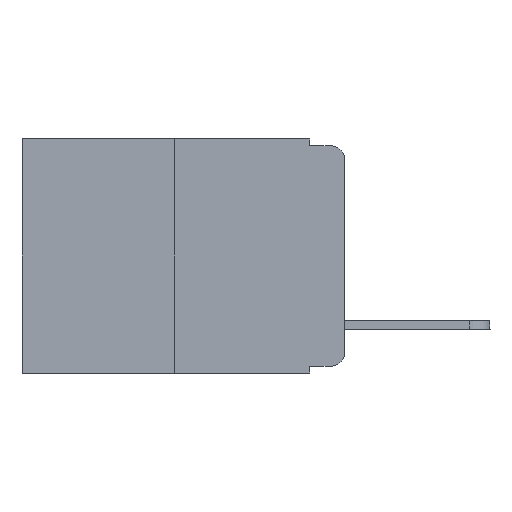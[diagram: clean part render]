
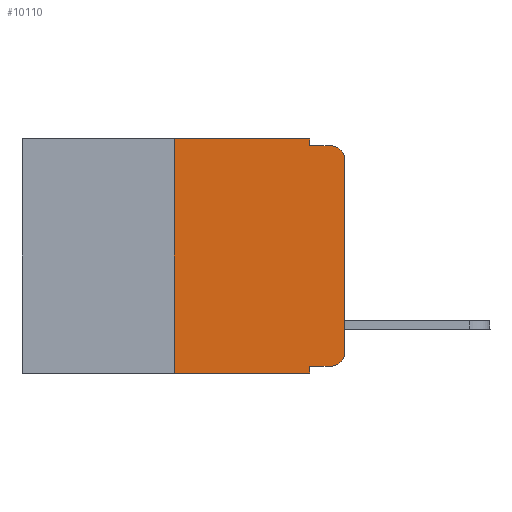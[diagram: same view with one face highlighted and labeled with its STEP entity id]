
A CAD part, left-side view. The second image highlights one B-rep face of the part: STEP entity #10110.
In plain terms, the highlighted planar face has unit normal (-1, 0, 0).
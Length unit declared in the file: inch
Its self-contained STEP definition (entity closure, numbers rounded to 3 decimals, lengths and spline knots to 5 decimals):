
#19 = EDGE_CURVE ( 'NONE', #7602, #419, #7878, .T. ) ;
#419 = VERTEX_POINT ( 'NONE', #4409 ) ;
#459 = CARTESIAN_POINT ( 'NONE',  ( 0., 0.473, 0. ) ) ;
#633 = LINE ( 'NONE', #9295, #3228 ) ;
#670 = EDGE_CURVE ( 'NONE', #419, #13136, #9236, .T. ) ;
#698 = EDGE_CURVE ( 'NONE', #13504, #9258, #3168, .T. ) ;
#737 = CARTESIAN_POINT ( 'NONE',  ( 0., 0.051, -0.01 ) ) ;
#795 = CARTESIAN_POINT ( 'NONE',  ( 0., 0.051, 0. ) ) ;
#1161 = VECTOR ( 'NONE', #5475, 39.37008 ) ;
#1187 = DIRECTION ( 'NONE',  ( 0., 0., 1. ) ) ;
#1590 = VERTEX_POINT ( 'NONE', #6507 ) ;
#1891 = CARTESIAN_POINT ( 'NONE',  ( 0., 0.051, 0. ) ) ;
#2081 = VECTOR ( 'NONE', #11588, 39.37008 ) ;
#2086 = CARTESIAN_POINT ( 'NONE',  ( 0., 0.25, 0. ) ) ;
#2220 = EDGE_LOOP ( 'NONE', ( #6234, #13870, #6538, #2920, #5796, #6310, #12169, #10487, #9867, #12745 ) ) ;
#2369 = VECTOR ( 'NONE', #10694, 39.37008 ) ;
#2700 = CARTESIAN_POINT ( 'NONE',  ( 0., 0.02, -0.03 ) ) ;
#2722 = EDGE_CURVE ( 'NONE', #13504, #12290, #8173, .T. ) ;
#2759 = AXIS2_PLACEMENT_3D ( 'NONE', #2700, #9396, #9461 ) ;
#2902 = LINE ( 'NONE', #7266, #2081 ) ;
#2920 = ORIENTED_EDGE ( 'NONE', *, *, #7683, .F. ) ;
#3119 = CARTESIAN_POINT ( 'NONE',  ( 0., 0.473, 0. ) ) ;
#3168 = LINE ( 'NONE', #2086, #7880 ) ;
#3228 = VECTOR ( 'NONE', #13627, 39.37008 ) ;
#3580 = VERTEX_POINT ( 'NONE', #737 ) ;
#4148 = VERTEX_POINT ( 'NONE', #4175 ) ;
#4175 = CARTESIAN_POINT ( 'NONE',  ( 0., 0.02, -0.01 ) ) ;
#4238 = CARTESIAN_POINT ( 'NONE',  ( 0., 0., 0. ) ) ;
#4409 = CARTESIAN_POINT ( 'NONE',  ( 0., 0.02, -0.333 ) ) ;
#4899 = DIRECTION ( 'NONE',  ( 0., -1., 0. ) ) ;
#5186 = DIRECTION ( 'NONE',  ( 0., 0., -1. ) ) ;
#5415 = EDGE_CURVE ( 'NONE', #3580, #4148, #633, .T. ) ;
#5475 = DIRECTION ( 'NONE',  ( 0., -1., 0. ) ) ;
#5577 = VECTOR ( 'NONE', #5186, 39.37008 ) ;
#5721 = EDGE_CURVE ( 'NONE', #1590, #4148, #13225, .T. ) ;
#5796 = ORIENTED_EDGE ( 'NONE', *, *, #11886, .F. ) ;
#5815 = EDGE_CURVE ( 'NONE', #7602, #12290, #2902, .T. ) ;
#6034 = DIRECTION ( 'NONE',  ( 0., -1., 0. ) ) ;
#6101 = DIRECTION ( 'NONE',  ( 1., 0., 0. ) ) ;
#6234 = ORIENTED_EDGE ( 'NONE', *, *, #9921, .T. ) ;
#6310 = ORIENTED_EDGE ( 'NONE', *, *, #698, .F. ) ;
#6355 = VECTOR ( 'NONE', #4899, 39.37008 ) ;
#6400 = DIRECTION ( 'NONE',  ( 0., 0., -1. ) ) ;
#6507 = CARTESIAN_POINT ( 'NONE',  ( 0., 0., -0.03 ) ) ;
#6538 = ORIENTED_EDGE ( 'NONE', *, *, #5415, .F. ) ;
#6857 = LINE ( 'NONE', #4238, #2369 ) ;
#7036 = CARTESIAN_POINT ( 'NONE',  ( 0., 0., -0.313 ) ) ;
#7266 = CARTESIAN_POINT ( 'NONE',  ( 0., 0.051, 0. ) ) ;
#7602 = VERTEX_POINT ( 'NONE', #9121 ) ;
#7683 = EDGE_CURVE ( 'NONE', #10562, #3580, #10838, .T. ) ;
#7878 = LINE ( 'NONE', #10839, #1161 ) ;
#7880 = VECTOR ( 'NONE', #1187, 39.37008 ) ;
#8173 = LINE ( 'NONE', #9234, #6355 ) ;
#9099 = CARTESIAN_POINT ( 'NONE',  ( 0., 0.051, -0.343 ) ) ;
#9121 = CARTESIAN_POINT ( 'NONE',  ( 0., 0.051, -0.333 ) ) ;
#9234 = CARTESIAN_POINT ( 'NONE',  ( 0., 0.473, -0.343 ) ) ;
#9236 = CIRCLE ( 'NONE', #11031, 0.02 ) ;
#9258 = VERTEX_POINT ( 'NONE', #11289 ) ;
#9295 = CARTESIAN_POINT ( 'NONE',  ( 0., 0.051, -0.01 ) ) ;
#9396 = DIRECTION ( 'NONE',  ( -1., 0., 0. ) ) ;
#9461 = DIRECTION ( 'NONE',  ( 0., 0., -1. ) ) ;
#9867 = ORIENTED_EDGE ( 'NONE', *, *, #19, .T. ) ;
#9921 = EDGE_CURVE ( 'NONE', #13136, #1590, #6857, .T. ) ;
#9925 = DIRECTION ( 'NONE',  ( -1., 0., 0. ) ) ;
#10110 = ADVANCED_FACE ( 'NONE', ( #10461 ), #10190, .F. ) ;
#10190 = PLANE ( 'NONE',  #11237 ) ;
#10461 = FACE_OUTER_BOUND ( 'NONE', #2220, .T. ) ;
#10487 = ORIENTED_EDGE ( 'NONE', *, *, #5815, .F. ) ;
#10562 = VERTEX_POINT ( 'NONE', #795 ) ;
#10694 = DIRECTION ( 'NONE',  ( 0., 0., 1. ) ) ;
#10838 = LINE ( 'NONE', #1891, #5577 ) ;
#10839 = CARTESIAN_POINT ( 'NONE',  ( 0., 0.051, -0.333 ) ) ;
#10896 = CARTESIAN_POINT ( 'NONE',  ( 0., 0.25, -0.343 ) ) ;
#11031 = AXIS2_PLACEMENT_3D ( 'NONE', #12985, #9925, #6400 ) ;
#11237 = AXIS2_PLACEMENT_3D ( 'NONE', #459, #6101, #13527 ) ;
#11278 = VECTOR ( 'NONE', #6034, 39.37008 ) ;
#11289 = CARTESIAN_POINT ( 'NONE',  ( 0., 0.25, 0. ) ) ;
#11452 = LINE ( 'NONE', #3119, #11278 ) ;
#11588 = DIRECTION ( 'NONE',  ( 0., 0., -1. ) ) ;
#11886 = EDGE_CURVE ( 'NONE', #9258, #10562, #11452, .T. ) ;
#12169 = ORIENTED_EDGE ( 'NONE', *, *, #2722, .T. ) ;
#12290 = VERTEX_POINT ( 'NONE', #9099 ) ;
#12745 = ORIENTED_EDGE ( 'NONE', *, *, #670, .T. ) ;
#12985 = CARTESIAN_POINT ( 'NONE',  ( 0., 0.02, -0.313 ) ) ;
#13136 = VERTEX_POINT ( 'NONE', #7036 ) ;
#13225 = CIRCLE ( 'NONE', #2759, 0.02 ) ;
#13504 = VERTEX_POINT ( 'NONE', #10896 ) ;
#13527 = DIRECTION ( 'NONE',  ( 0., 0., -1. ) ) ;
#13627 = DIRECTION ( 'NONE',  ( 0., -1., 0. ) ) ;
#13870 = ORIENTED_EDGE ( 'NONE', *, *, #5721, .T. ) ;
